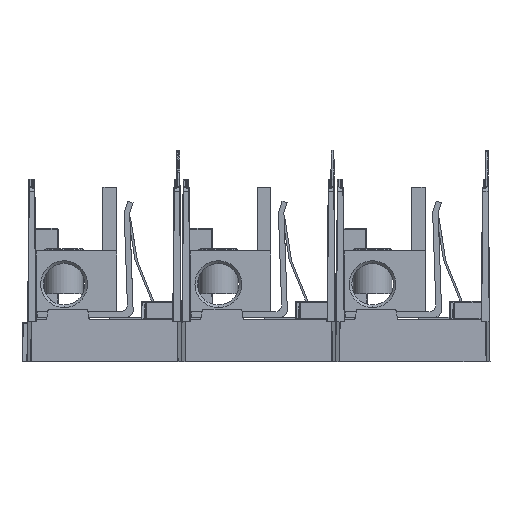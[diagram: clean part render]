
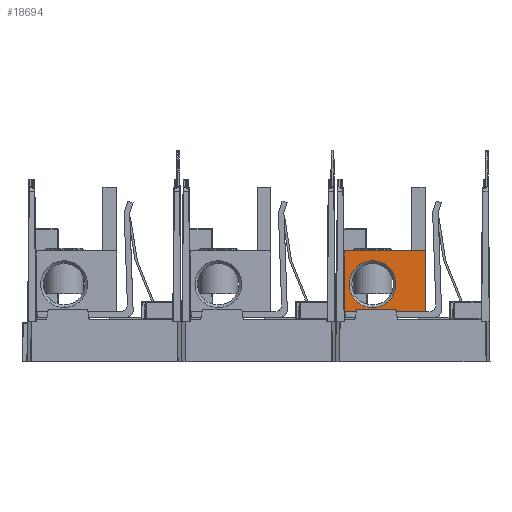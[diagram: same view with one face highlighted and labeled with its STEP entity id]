
A CAD part, left-side view. The second image highlights one B-rep face of the part: STEP entity #18694.
In plain terms, the highlighted planar face has unit normal (-1, 0, 0).
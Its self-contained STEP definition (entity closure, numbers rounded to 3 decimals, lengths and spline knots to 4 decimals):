
#1009 = CARTESIAN_POINT ( 'NONE',  ( -3.4666, 0.5733, -0.4821 ) ) ;
#1953 = AXIS2_PLACEMENT_3D ( 'NONE', #49240, #85155, #132793 ) ;
#4205 = DIRECTION ( 'NONE',  ( 0., 0., 1. ) ) ;
#10620 = CARTESIAN_POINT ( 'NONE',  ( -3.4666, -0.3027, 0.2679 ) ) ;
#13308 = DIRECTION ( 'NONE',  ( 0., -1., 0. ) ) ;
#16201 = EDGE_LOOP ( 'NONE', ( #80008, #115402, #90956, #104633 ) ) ;
#16934 = EDGE_CURVE ( 'NONE', #88013, #72708, #83919, .T. ) ;
#18694 = ADVANCED_FACE ( 'NONE', ( #60974, #144513 ), #108613, .T. ) ;
#21319 = CARTESIAN_POINT ( 'NONE',  ( -3.4666, -0.6149, -1.1073 ) ) ;
#22677 = CIRCLE ( 'NONE', #149856, 0.5283 ) ;
#24213 = CARTESIAN_POINT ( 'NONE',  ( -3.4666, -0.6149, -1.1073 ) ) ;
#25264 = CARTESIAN_POINT ( 'NONE',  ( -3.4666, 1.1973, -1.1073 ) ) ;
#25528 = LINE ( 'NONE', #124478, #121667 ) ;
#25804 = VERTEX_POINT ( 'NONE', #57400 ) ;
#30011 = CARTESIAN_POINT ( 'NONE',  ( -3.4666, 1.1973, 0.2679 ) ) ;
#35685 = AXIS2_PLACEMENT_3D ( 'NONE', #62438, #153834, #120256 ) ;
#39100 = EDGE_CURVE ( 'NONE', #88013, #94214, #25528, .T. ) ;
#48593 = DIRECTION ( 'NONE',  ( 1., 0., 0. ) ) ;
#49240 = CARTESIAN_POINT ( 'NONE',  ( -3.4666, -0.6149, 1.7049 ) ) ;
#54386 = EDGE_CURVE ( 'NONE', #94214, #92146, #84317, .T. ) ;
#57400 = CARTESIAN_POINT ( 'NONE',  ( -3.4666, 0.5733, 0.0462 ) ) ;
#60668 = DIRECTION ( 'NONE',  ( 0., 0., -1. ) ) ;
#60974 = FACE_BOUND ( 'NONE', #93259, .T. ) ;
#61276 = CARTESIAN_POINT ( 'NONE',  ( -3.4666, 0.5733, -1.0105 ) ) ;
#62438 = CARTESIAN_POINT ( 'NONE',  ( -3.4666, 0.5733, -0.4821 ) ) ;
#65169 = VECTOR ( 'NONE', #13308, 39.3701 ) ;
#68191 = ORIENTED_EDGE ( 'NONE', *, *, #134331, .T. ) ;
#72708 = VERTEX_POINT ( 'NONE', #97373 ) ;
#74366 = EDGE_CURVE ( 'NONE', #92146, #72708, #110383, .T. ) ;
#80008 = ORIENTED_EDGE ( 'NONE', *, *, #74366, .T. ) ;
#80760 = VERTEX_POINT ( 'NONE', #61276 ) ;
#81620 = DIRECTION ( 'NONE',  ( 0., -1., 0. ) ) ;
#83919 = LINE ( 'NONE', #10620, #144165 ) ;
#84317 = LINE ( 'NONE', #24213, #65169 ) ;
#85155 = DIRECTION ( 'NONE',  ( -1., 0., 0. ) ) ;
#85505 = CIRCLE ( 'NONE', #35685, 0.5283 ) ;
#88013 = VERTEX_POINT ( 'NONE', #30011 ) ;
#90956 = ORIENTED_EDGE ( 'NONE', *, *, #39100, .T. ) ;
#92146 = VERTEX_POINT ( 'NONE', #21319 ) ;
#93259 = EDGE_LOOP ( 'NONE', ( #68191, #130286 ) ) ;
#94214 = VERTEX_POINT ( 'NONE', #25264 ) ;
#96237 = DIRECTION ( 'NONE',  ( 0., 0., 1. ) ) ;
#97373 = CARTESIAN_POINT ( 'NONE',  ( -3.4666, -0.6149, 0.2679 ) ) ;
#98660 = CARTESIAN_POINT ( 'NONE',  ( -3.4666, -0.6149, -1.1073 ) ) ;
#104633 = ORIENTED_EDGE ( 'NONE', *, *, #54386, .T. ) ;
#108613 = PLANE ( 'NONE',  #1953 ) ;
#110383 = LINE ( 'NONE', #98660, #116922 ) ;
#115402 = ORIENTED_EDGE ( 'NONE', *, *, #16934, .F. ) ;
#116922 = VECTOR ( 'NONE', #4205, 39.3701 ) ;
#120256 = DIRECTION ( 'NONE',  ( 0., 0., 1. ) ) ;
#121667 = VECTOR ( 'NONE', #60668, 39.3701 ) ;
#124478 = CARTESIAN_POINT ( 'NONE',  ( -3.4666, 1.1973, 1.7049 ) ) ;
#130005 = EDGE_CURVE ( 'NONE', #80760, #25804, #22677, .T. ) ;
#130286 = ORIENTED_EDGE ( 'NONE', *, *, #130005, .T. ) ;
#132793 = DIRECTION ( 'NONE',  ( 0., -1., 0. ) ) ;
#134331 = EDGE_CURVE ( 'NONE', #25804, #80760, #85505, .T. ) ;
#144165 = VECTOR ( 'NONE', #81620, 39.3701 ) ;
#144513 = FACE_OUTER_BOUND ( 'NONE', #16201, .T. ) ;
#149856 = AXIS2_PLACEMENT_3D ( 'NONE', #1009, #48593, #96237 ) ;
#153834 = DIRECTION ( 'NONE',  ( 1., 0., 0. ) ) ;
